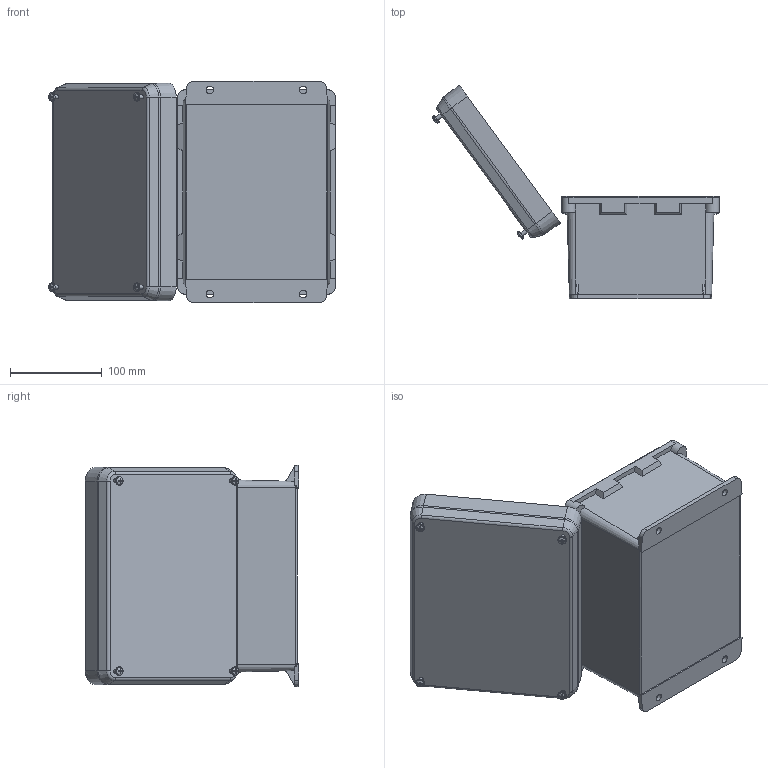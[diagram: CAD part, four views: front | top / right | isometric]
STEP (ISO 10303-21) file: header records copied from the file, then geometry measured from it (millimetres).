
FILE_DESCRIPTION (( 'STEP AP214' ), '1' );
FILE_NAME ('NBC080604.STEP', '2018-02-13T15:31:26', ( '' ), ( '' ), 'SwSTEP 2.0', 'SolidWorks 2017', '' );
FILE_SCHEMA (( 'AUTOMOTIVE_DESIGN' ));
Length unit declared in the file: inch
Products named in the file (4): NBC080604; NBC_LidScrew; NBC080604_lid; NBC080604_box
Assembly tree (6 placements, depth 2):
  NBC080604
    NBC080604_box
    NBC080604_lid
    NBC_LidScrew  x4
Bounding box: 311.84 x 232.23 x 240.87 mm (x, y, z)
Volume: 698974.8 mm3; surface area: 393462.9 mm2
Topology: 6 solids, 6 shells, 813 faces, 1906 edges, 1138 vertices
Faces by surface type: plane 297, cone 258, cylinder 154, torus 56, bspline 40, sphere 8
Full cylindrical faces by diameter (mm): 4.216 x4, 4.369 x4, 6.241 x4, 6.35 x4, 8.128 x4, 10.16 x4
Entity records: 20725 total; most frequent: CARTESIAN_POINT 4270, DIRECTION 3012, ORIENTED_EDGE 2712, EDGE_CURVE 1356, AXIS2_PLACEMENT_3D 1166, VERTEX_POINT 932, EDGE_LOOP 924, FACE_OUTER_BOUND 701
